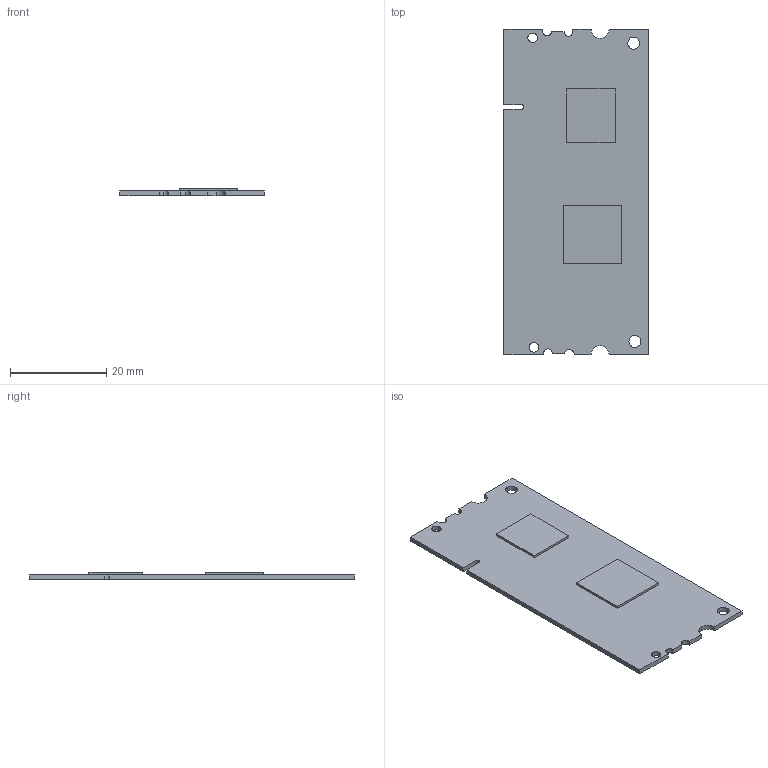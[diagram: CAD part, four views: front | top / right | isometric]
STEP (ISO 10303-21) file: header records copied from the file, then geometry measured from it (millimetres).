
FILE_DESCRIPTION(('FreeCAD Model'),'2;1');
FILE_NAME('Compute Module.step', '2018-09-13T13:41:12',('kicad StepUp'),('ksu MCAD'), 'Open CASCADE STEP processor 7.3','FreeCAD','Unknown');
FILE_SCHEMA(('AUTOMOTIVE_DESIGN { 1 0 10303 214 1 1 1 1 }'));
Length unit declared in the file: millimetre
Products named in the file (1): Compute_Module
Bounding box: 30 x 67.6 x 1.5 mm (x, y, z)
Volume: 2116.5 mm3; surface area: 4260.4 mm2
Topology: 1 solids, 1 shells, 47 faces, 129 edges, 86 vertices
Faces by surface type: plane 29, cylinder 18
Entity records: 1858 total; most frequent: CARTESIAN_POINT 263, DIRECTION 261, ORIENTED_EDGE 258, EDGE_CURVE 129, LINE 93, VECTOR 93, VERTEX_POINT 86, AXIS2_PLACEMENT_3D 84
